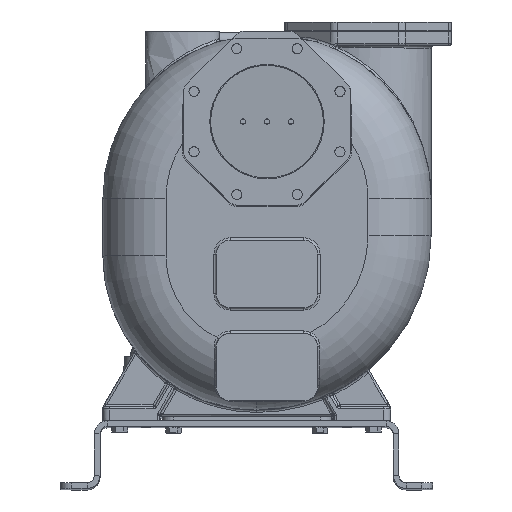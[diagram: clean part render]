
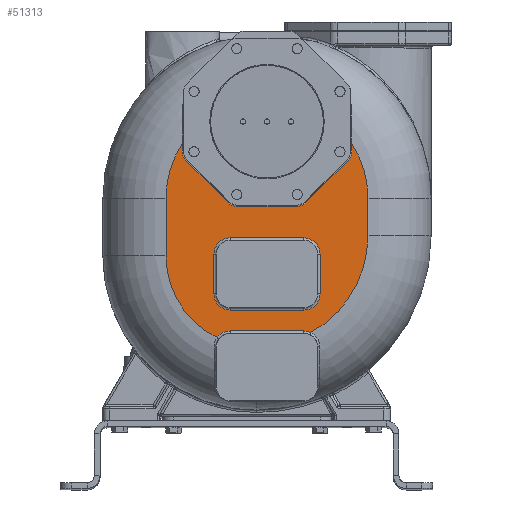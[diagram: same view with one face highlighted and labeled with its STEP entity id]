
A CAD part, top view. The second image highlights one B-rep face of the part: STEP entity #51313.
In plain terms, the highlighted planar face has unit normal (0, 0, 1).
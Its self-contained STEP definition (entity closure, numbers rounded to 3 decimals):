
#15562=CARTESIAN_POINT('',(36.,394.,248.));
#15563=DIRECTION('',(0.,0.,1.));
#15564=DIRECTION('',(1.,0.,0.));
#15565=AXIS2_PLACEMENT_3D('',#15562,#15563,#15564);
#15567=DIRECTION('',(0.,1.,0.));
#15568=VECTOR('',#15567,66.);
#15569=CARTESIAN_POINT('',(215.,328.,248.));
#15570=LINE('',#15569,#15568);
#15571=CARTESIAN_POINT('',(18.,328.,248.));
#15572=DIRECTION('',(0.,0.,1.));
#15573=DIRECTION('',(0.487,-0.873,0.));
#15574=AXIS2_PLACEMENT_3D('',#15571,#15572,#15573);
#15576=CARTESIAN_POINT('',(101.,130.,248.));
#15577=DIRECTION('',(0.,0.,1.));
#15578=DIRECTION('',(0.447,0.895,0.));
#15579=AXIS2_PLACEMENT_3D('',#15576,#15577,#15578);
#15581=DIRECTION('',(-1.,0.,0.));
#15582=VECTOR('',#15581,130.);
#15583=CARTESIAN_POINT('',(101.,159.,248.));
#15584=LINE('',#15583,#15582);
#15585=CARTESIAN_POINT('',(-29.,130.,248.));
#15586=DIRECTION('',(0.,0.,1.));
#15587=DIRECTION('',(0.,1.,0.));
#15588=AXIS2_PLACEMENT_3D('',#15585,#15586,#15587);
#15590=CARTESIAN_POINT('',(18.,292.,248.));
#15591=DIRECTION('',(0.,0.,1.));
#15592=DIRECTION('',(-1.,0.,0.));
#15593=AXIS2_PLACEMENT_3D('',#15590,#15591,#15592);
#15595=DIRECTION('',(0.,-1.,0.));
#15596=VECTOR('',#15595,102.);
#15597=CARTESIAN_POINT('',(-143.,394.,248.));
#15598=LINE('',#15597,#15596);
#15599=CARTESIAN_POINT('',(36.,394.,248.));
#15600=DIRECTION('',(0.,0.,1.));
#15601=DIRECTION('',(-0.838,0.546,0.));
#15602=AXIS2_PLACEMENT_3D('',#15599,#15600,#15601);
#15604=DIRECTION('',(0.,-1.,0.));
#15605=VECTOR('',#15604,15.526);
#15606=CARTESIAN_POINT('',(-114.,491.678,248.));
#15607=LINE('',#15606,#15605);
#15608=CARTESIAN_POINT('',(-94.,476.152,248.));
#15609=DIRECTION('',(0.,0.,1.));
#15610=DIRECTION('',(-1.,0.,0.));
#15611=AXIS2_PLACEMENT_3D('',#15608,#15609,#15610);
#15613=DIRECTION('',(0.707,-0.707,0.));
#15614=VECTOR('',#15613,107.696);
#15615=CARTESIAN_POINT('',(-108.142,462.01,248.));
#15616=LINE('',#15615,#15614);
#15617=CARTESIAN_POINT('',(-17.848,400.,248.));
#15618=DIRECTION('',(0.,0.,1.));
#15619=DIRECTION('',(-0.707,-0.707,0.));
#15620=AXIS2_PLACEMENT_3D('',#15617,#15618,#15619);
#15622=DIRECTION('',(1.,0.,0.));
#15623=VECTOR('',#15622,107.696);
#15624=CARTESIAN_POINT('',(-17.848,380.,248.));
#15625=LINE('',#15624,#15623);
#15626=CARTESIAN_POINT('',(89.848,400.,248.));
#15627=DIRECTION('',(0.,0.,1.));
#15628=DIRECTION('',(0.,-1.,0.));
#15629=AXIS2_PLACEMENT_3D('',#15626,#15627,#15628);
#15631=DIRECTION('',(0.707,0.707,0.));
#15632=VECTOR('',#15631,107.696);
#15633=CARTESIAN_POINT('',(103.99,385.858,248.));
#15634=LINE('',#15633,#15632);
#15635=CARTESIAN_POINT('',(166.,476.152,248.));
#15636=DIRECTION('',(0.,0.,1.));
#15637=DIRECTION('',(0.707,-0.707,0.));
#15638=AXIS2_PLACEMENT_3D('',#15635,#15636,#15637);
#15640=DIRECTION('',(0.,1.,0.));
#15641=VECTOR('',#15640,15.526);
#15642=CARTESIAN_POINT('',(186.,476.152,248.));
#15643=LINE('',#15642,#15641);
#15644=CARTESIAN_POINT('',(-29.,225.,248.));
#15645=DIRECTION('',(0.,0.,1.));
#15646=DIRECTION('',(-1.,0.,0.));
#15647=AXIS2_PLACEMENT_3D('',#15644,#15645,#15646);
#15649=DIRECTION('',(1.,0.,0.));
#15650=VECTOR('',#15649,130.);
#15651=CARTESIAN_POINT('',(-29.,196.,248.));
#15652=LINE('',#15651,#15650);
#15653=CARTESIAN_POINT('',(101.,225.,248.));
#15654=DIRECTION('',(0.,0.,1.));
#15655=DIRECTION('',(0.,-1.,0.));
#15656=AXIS2_PLACEMENT_3D('',#15653,#15654,#15655);
#15658=DIRECTION('',(0.,1.,0.));
#15659=VECTOR('',#15658,70.);
#15660=CARTESIAN_POINT('',(130.,225.,248.));
#15661=LINE('',#15660,#15659);
#15662=CARTESIAN_POINT('',(101.,295.,248.));
#15663=DIRECTION('',(0.,0.,1.));
#15664=DIRECTION('',(1.,0.,0.));
#15665=AXIS2_PLACEMENT_3D('',#15662,#15663,#15664);
#15667=DIRECTION('',(-1.,0.,0.));
#15668=VECTOR('',#15667,130.);
#15669=CARTESIAN_POINT('',(101.,324.,248.));
#15670=LINE('',#15669,#15668);
#15671=CARTESIAN_POINT('',(-29.,295.,248.));
#15672=DIRECTION('',(0.,0.,1.));
#15673=DIRECTION('',(0.,1.,0.));
#15674=AXIS2_PLACEMENT_3D('',#15671,#15672,#15673);
#15676=DIRECTION('',(0.,-1.,0.));
#15677=VECTOR('',#15676,70.);
#15678=CARTESIAN_POINT('',(-58.,295.,248.));
#15679=LINE('',#15678,#15677);
#31694=CARTESIAN_POINT('',(215.,328.,248.));
#31695=CARTESIAN_POINT('',(215.,394.,248.));
#31696=VERTEX_POINT('',#31694);
#31697=VERTEX_POINT('',#31695);
#31702=CARTESIAN_POINT('',(-143.,394.,248.));
#31703=CARTESIAN_POINT('',(-143.,292.,248.));
#31704=VERTEX_POINT('',#31702);
#31705=VERTEX_POINT('',#31703);
#31706=CARTESIAN_POINT('',(-58.,225.,248.));
#31707=CARTESIAN_POINT('',(-29.,196.,248.));
#31708=VERTEX_POINT('',#31706);
#31709=VERTEX_POINT('',#31707);
#31714=CARTESIAN_POINT('',(101.,196.,248.));
#31715=VERTEX_POINT('',#31714);
#31718=CARTESIAN_POINT('',(130.,225.,248.));
#31719=VERTEX_POINT('',#31718);
#31722=CARTESIAN_POINT('',(130.,295.,248.));
#31723=VERTEX_POINT('',#31722);
#31726=CARTESIAN_POINT('',(101.,324.,248.));
#31727=VERTEX_POINT('',#31726);
#31730=CARTESIAN_POINT('',(-29.,324.,248.));
#31731=VERTEX_POINT('',#31730);
#31734=CARTESIAN_POINT('',(-58.,295.,248.));
#31735=VERTEX_POINT('',#31734);
#31953=CARTESIAN_POINT('',(-52.358,147.187,248.));
#31954=VERTEX_POINT('',#31953);
#31978=CARTESIAN_POINT('',(113.952,155.947,248.));
#31979=CARTESIAN_POINT('',(101.,159.,248.));
#31980=VERTEX_POINT('',#31978);
#31981=VERTEX_POINT('',#31979);
#31990=CARTESIAN_POINT('',(-29.,159.,248.));
#31991=VERTEX_POINT('',#31990);
#31996=CARTESIAN_POINT('',(186.,491.678,248.));
#31997=VERTEX_POINT('',#31996);
#31998=CARTESIAN_POINT('',(-114.,491.678,248.));
#31999=VERTEX_POINT('',#31998);
#32007=CARTESIAN_POINT('',(186.,476.152,248.));
#32008=VERTEX_POINT('',#32007);
#32011=CARTESIAN_POINT('',(180.142,462.01,248.));
#32012=VERTEX_POINT('',#32011);
#32015=CARTESIAN_POINT('',(103.99,385.858,248.));
#32016=VERTEX_POINT('',#32015);
#32019=CARTESIAN_POINT('',(89.848,380.,248.));
#32020=VERTEX_POINT('',#32019);
#32023=CARTESIAN_POINT('',(-17.848,380.,248.));
#32024=VERTEX_POINT('',#32023);
#32027=CARTESIAN_POINT('',(-31.99,385.858,248.));
#32028=VERTEX_POINT('',#32027);
#32031=CARTESIAN_POINT('',(-108.142,462.01,248.));
#32032=VERTEX_POINT('',#32031);
#32035=CARTESIAN_POINT('',(-114.,476.152,248.));
#32036=VERTEX_POINT('',#32035);
#51253=CARTESIAN_POINT('',(0.,310.,248.));
#51254=DIRECTION('',(0.,0.,1.));
#51255=DIRECTION('',(-1.,0.,0.));
#51256=AXIS2_PLACEMENT_3D('',#51253,#51254,#51255);
#51257=PLANE('',#51256);
#51259=ORIENTED_EDGE('',*,*,#51258,.F.);
#51260=ORIENTED_EDGE('',*,*,#51243,.F.);
#51262=ORIENTED_EDGE('',*,*,#51261,.F.);
#51264=ORIENTED_EDGE('',*,*,#51263,.T.);
#51266=ORIENTED_EDGE('',*,*,#51265,.T.);
#51268=ORIENTED_EDGE('',*,*,#51267,.T.);
#51270=ORIENTED_EDGE('',*,*,#51269,.F.);
#51272=ORIENTED_EDGE('',*,*,#51271,.F.);
#51274=ORIENTED_EDGE('',*,*,#51273,.F.);
#51276=ORIENTED_EDGE('',*,*,#51275,.T.);
#51278=ORIENTED_EDGE('',*,*,#51277,.T.);
#51280=ORIENTED_EDGE('',*,*,#51279,.T.);
#51282=ORIENTED_EDGE('',*,*,#51281,.T.);
#51284=ORIENTED_EDGE('',*,*,#51283,.T.);
#51286=ORIENTED_EDGE('',*,*,#51285,.T.);
#51288=ORIENTED_EDGE('',*,*,#51287,.T.);
#51290=ORIENTED_EDGE('',*,*,#51289,.T.);
#51292=ORIENTED_EDGE('',*,*,#51291,.T.);
#51293=EDGE_LOOP('',(#51259,#51260,#51262,#51264,#51266,#51268,#51270,#51272,
#51274,#51276,#51278,#51280,#51282,#51284,#51286,#51288,#51290,#51292));
#51294=FACE_OUTER_BOUND('',#51293,.F.);
#51296=ORIENTED_EDGE('',*,*,#51295,.T.);
#51298=ORIENTED_EDGE('',*,*,#51297,.T.);
#51300=ORIENTED_EDGE('',*,*,#51299,.T.);
#51302=ORIENTED_EDGE('',*,*,#51301,.T.);
#51304=ORIENTED_EDGE('',*,*,#51303,.T.);
#51306=ORIENTED_EDGE('',*,*,#51305,.T.);
#51308=ORIENTED_EDGE('',*,*,#51307,.T.);
#51310=ORIENTED_EDGE('',*,*,#51309,.T.);
#51311=EDGE_LOOP('',(#51296,#51298,#51300,#51302,#51304,#51306,#51308,#51310));
#51312=FACE_BOUND('',#51311,.F.);
#51313=ADVANCED_FACE('',(#51294,#51312),#51257,.T.);
#15566=CIRCLE('',#15565,179.);
#15575=CIRCLE('',#15574,197.);
#15580=CIRCLE('',#15579,29.);
#15589=CIRCLE('',#15588,29.);
#15594=CIRCLE('',#15593,161.);
#15603=CIRCLE('',#15602,179.);
#15612=CIRCLE('',#15611,20.);
#15621=CIRCLE('',#15620,20.);
#15630=CIRCLE('',#15629,20.);
#15639=CIRCLE('',#15638,20.);
#15648=CIRCLE('',#15647,29.);
#15657=CIRCLE('',#15656,29.);
#15666=CIRCLE('',#15665,29.);
#15675=CIRCLE('',#15674,29.);
#51243=EDGE_CURVE('',#31696,#31697,#15570,.T.);
#51258=EDGE_CURVE('',#31697,#31997,#15566,.T.);
#51261=EDGE_CURVE('',#31980,#31696,#15575,.T.);
#51263=EDGE_CURVE('',#31980,#31981,#15580,.T.);
#51265=EDGE_CURVE('',#31981,#31991,#15584,.T.);
#51267=EDGE_CURVE('',#31991,#31954,#15589,.T.);
#51269=EDGE_CURVE('',#31705,#31954,#15594,.T.);
#51271=EDGE_CURVE('',#31704,#31705,#15598,.T.);
#51273=EDGE_CURVE('',#31999,#31704,#15603,.T.);
#51275=EDGE_CURVE('',#31999,#32036,#15607,.T.);
#51277=EDGE_CURVE('',#32036,#32032,#15612,.T.);
#51279=EDGE_CURVE('',#32032,#32028,#15616,.T.);
#51281=EDGE_CURVE('',#32028,#32024,#15621,.T.);
#51283=EDGE_CURVE('',#32024,#32020,#15625,.T.);
#51285=EDGE_CURVE('',#32020,#32016,#15630,.T.);
#51287=EDGE_CURVE('',#32016,#32012,#15634,.T.);
#51289=EDGE_CURVE('',#32012,#32008,#15639,.T.);
#51291=EDGE_CURVE('',#32008,#31997,#15643,.T.);
#51295=EDGE_CURVE('',#31708,#31709,#15648,.T.);
#51297=EDGE_CURVE('',#31709,#31715,#15652,.T.);
#51299=EDGE_CURVE('',#31715,#31719,#15657,.T.);
#51301=EDGE_CURVE('',#31719,#31723,#15661,.T.);
#51303=EDGE_CURVE('',#31723,#31727,#15666,.T.);
#51305=EDGE_CURVE('',#31727,#31731,#15670,.T.);
#51307=EDGE_CURVE('',#31731,#31735,#15675,.T.);
#51309=EDGE_CURVE('',#31735,#31708,#15679,.T.);
